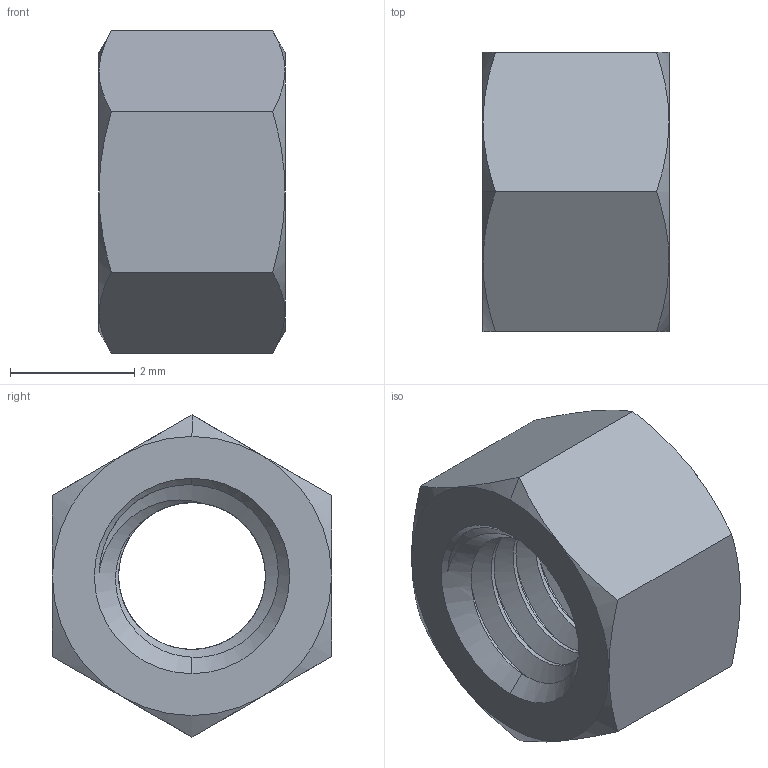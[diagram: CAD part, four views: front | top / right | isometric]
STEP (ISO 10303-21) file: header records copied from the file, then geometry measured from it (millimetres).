
FILE_DESCRIPTION (( 'STEP AP203' ), '1' );
FILE_NAME ('95947A504_Aluminum Female Threaded Hex Standoff.STEP', '2021-08-25T17:11:05', ( 'Administrator' ), ( 'Managed by Terraform' ), 'SwSTEP 2.0', 'SolidWorks 2017', '' );
FILE_SCHEMA (( 'CONFIG_CONTROL_DESIGN' ));
Length unit declared in the file: millimetre
Products named in the file (1): 95947A504_Aluminum Female Threaded Hex Standoff
Bounding box: 3 x 4.5 x 5.2 mm (x, y, z)
Volume: 34.7 mm3; surface area: 107.8 mm2
Topology: 1 solids, 1 shells, 44 faces, 111 edges, 69 vertices
Faces by surface type: cone 20, cylinder 13, plane 8, bspline 3
Entity records: 2248 total; most frequent: CARTESIAN_POINT 1263, ORIENTED_EDGE 222, DIRECTION 152, EDGE_CURVE 111, VERTEX_POINT 69, AXIS2_PLACEMENT_3D 63, EDGE_LOOP 46, ADVANCED_FACE 44
